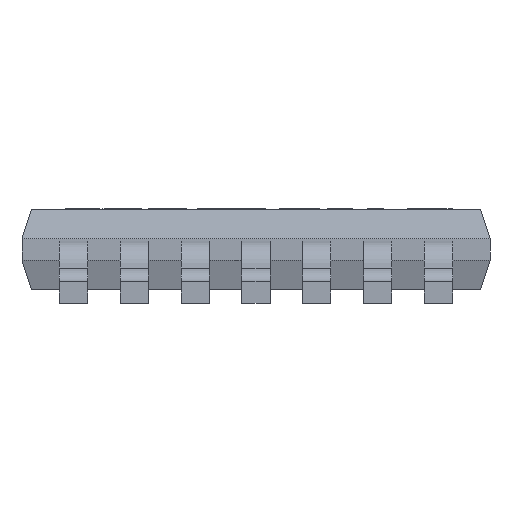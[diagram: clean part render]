
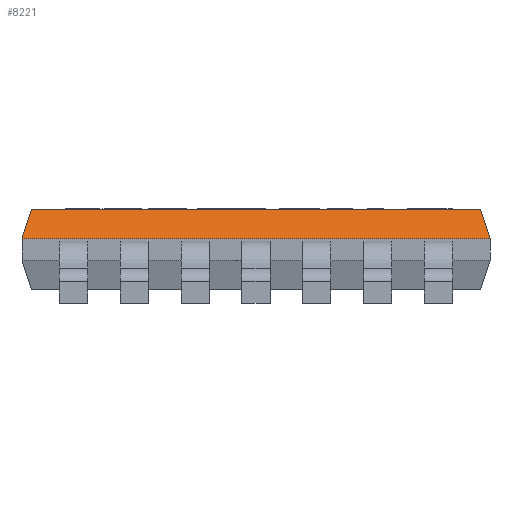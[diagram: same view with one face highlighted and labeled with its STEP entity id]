
A CAD part, front view. The second image highlights one B-rep face of the part: STEP entity #8221.
In plain terms, the highlighted planar face has unit normal (0, -0.952, 0.307).
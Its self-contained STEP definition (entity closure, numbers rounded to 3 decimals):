
#273 = DIRECTION ( 'NONE',  ( -1., 0., 0. ) ) ;
#582 = VECTOR ( 'NONE', #13452, 1000. ) ;
#654 = CARTESIAN_POINT ( 'NONE',  ( 0., -2.1, 1. ) ) ;
#1313 = DIRECTION ( 'NONE',  ( 0.293, 0.293, 0.91 ) ) ;
#1828 = EDGE_CURVE ( 'NONE', #11528, #7047, #11843, .T. ) ;
#2035 = EDGE_CURVE ( 'NONE', #12298, #7047, #9829, .T. ) ;
#2432 = PLANE ( 'NONE',  #9308 ) ;
#2680 = EDGE_LOOP ( 'NONE', ( #11913, #10973, #5685, #13515 ) ) ;
#2741 = EDGE_CURVE ( 'NONE', #4648, #11528, #7264, .T. ) ;
#2743 = CARTESIAN_POINT ( 'NONE',  ( 2.5, -2.1, 1. ) ) ;
#2778 = CARTESIAN_POINT ( 'NONE',  ( 2.5, -2.2, 0.69 ) ) ;
#3559 = FACE_OUTER_BOUND ( 'NONE', #2680, .T. ) ;
#3936 = CARTESIAN_POINT ( 'NONE',  ( -2.5, -2.2, 0.69 ) ) ;
#4648 = VERTEX_POINT ( 'NONE', #10757 ) ;
#4685 = EDGE_CURVE ( 'NONE', #12298, #4648, #8598, .T. ) ;
#5685 = ORIENTED_EDGE ( 'NONE', *, *, #2741, .F. ) ;
#6456 = VECTOR ( 'NONE', #7385, 1000. ) ;
#7047 = VERTEX_POINT ( 'NONE', #9620 ) ;
#7264 = LINE ( 'NONE', #13484, #8990 ) ;
#7385 = DIRECTION ( 'NONE',  ( 1., 0., 0. ) ) ;
#8221 = ADVANCED_FACE ( 'NONE', ( #3559 ), #2432, .T. ) ;
#8539 = DIRECTION ( 'NONE',  ( -1., 0., 0. ) ) ;
#8598 = LINE ( 'NONE', #3936, #10842 ) ;
#8990 = VECTOR ( 'NONE', #1313, 1000. ) ;
#9308 = AXIS2_PLACEMENT_3D ( 'NONE', #654, #13307, #8539 ) ;
#9620 = CARTESIAN_POINT ( 'NONE',  ( 2.4, -2.1, 1. ) ) ;
#9829 = LINE ( 'NONE', #14508, #582 ) ;
#10757 = CARTESIAN_POINT ( 'NONE',  ( -2.5, -2.2, 0.69 ) ) ;
#10842 = VECTOR ( 'NONE', #273, 1000. ) ;
#10973 = ORIENTED_EDGE ( 'NONE', *, *, #1828, .F. ) ;
#11528 = VERTEX_POINT ( 'NONE', #13821 ) ;
#11843 = LINE ( 'NONE', #2743, #6456 ) ;
#11913 = ORIENTED_EDGE ( 'NONE', *, *, #2035, .T. ) ;
#12298 = VERTEX_POINT ( 'NONE', #2778 ) ;
#13307 = DIRECTION ( 'NONE',  ( 0., -0.952, 0.307 ) ) ;
#13452 = DIRECTION ( 'NONE',  ( -0.293, 0.293, 0.91 ) ) ;
#13484 = CARTESIAN_POINT ( 'NONE',  ( -2.193, -1.893, 1.641 ) ) ;
#13515 = ORIENTED_EDGE ( 'NONE', *, *, #4685, .F. ) ;
#13821 = CARTESIAN_POINT ( 'NONE',  ( -2.4, -2.1, 1. ) ) ;
#14508 = CARTESIAN_POINT ( 'NONE',  ( 2.193, -1.893, 1.641 ) ) ;
